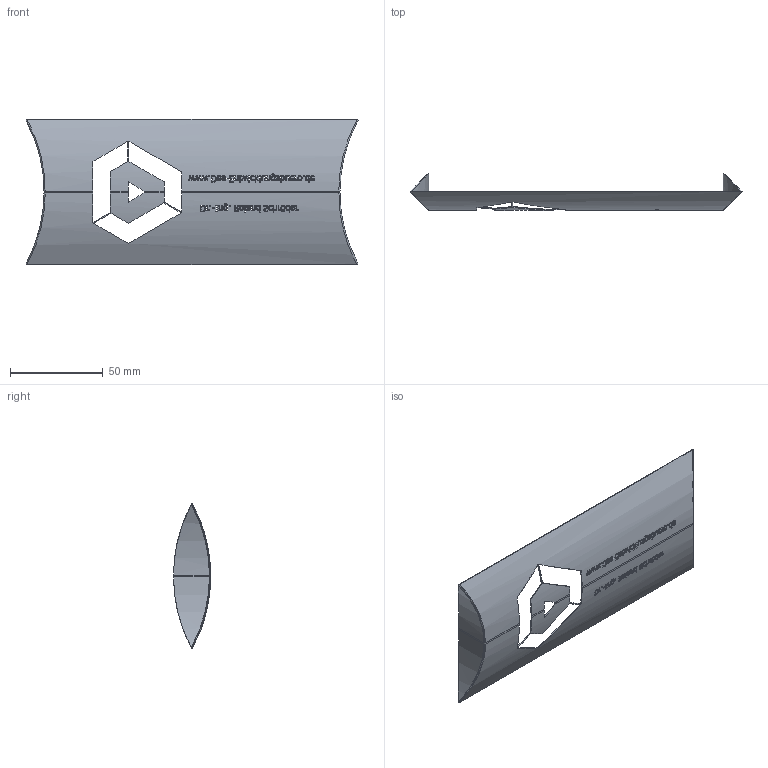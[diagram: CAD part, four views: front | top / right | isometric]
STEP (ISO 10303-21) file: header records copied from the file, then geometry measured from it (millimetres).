
FILE_DESCRIPTION(/* description */ (''),/* implementation_level */ '2;1');
FILE_NAME(/* name */ 'Schale-2017-10-31-rs.stp',/* time_stamp */ '2017-10-31T15:13:07+01:00',/* author */ ('Roland'),/* organization */ (''),/* preprocessor_version */ 'ST-DEVELOPER v16.13',/* originating_system */ 'Autodesk Inventor 2018',/* authorisation */ '');
FILE_SCHEMA (('AUTOMOTIVE_DESIGN { 1 0 10303 214 3 1 1 }'));
Length unit declared in the file: millimetre
Products named in the file (1): Schale-2017-10-31-rs
Bounding box: 179.46 x 20 x 78.46 mm (x, y, z)
Volume: 7083.6 mm3; surface area: 29142.8 mm2
Topology: 18 solids, 18 shells, 759 faces, 2163 edges, 1434 vertices
Faces by surface type: plane 378, bspline 329, cylinder 52
Entity records: 36552 total; most frequent: CARTESIAN_POINT 18387, ORIENTED_EDGE 4326, DIRECTION 2809, EDGE_CURVE 2163, VERTEX_POINT 1434, LINE 1039, VECTOR 1039, AXIS2_PLACEMENT_3D 885
